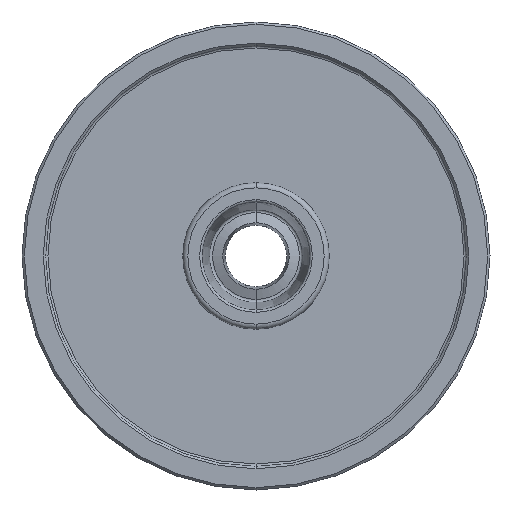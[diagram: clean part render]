
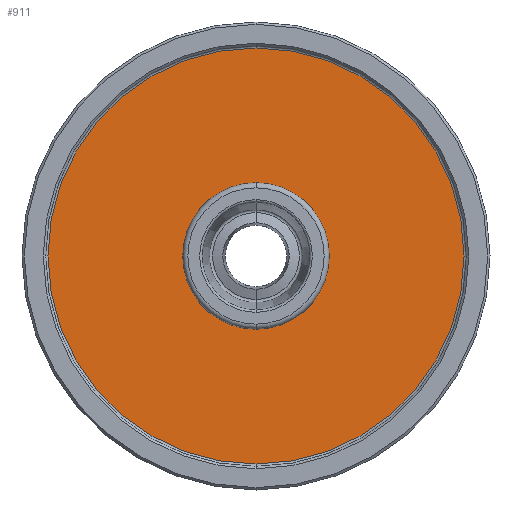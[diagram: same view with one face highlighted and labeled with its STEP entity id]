
A CAD part, front view. The second image highlights one B-rep face of the part: STEP entity #911.
In plain terms, the highlighted planar face has unit normal (0, -1, 0).
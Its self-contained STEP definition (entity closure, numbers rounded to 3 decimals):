
#27 = EDGE_CURVE ( 'NONE', #711, #898, #847, .T. ) ;
#51 = FACE_OUTER_BOUND ( 'NONE', #271, .T. ) ;
#79 = AXIS2_PLACEMENT_3D ( 'NONE', #308, #317, #320 ) ;
#88 = ORIENTED_EDGE ( 'NONE', *, *, #114, .T. ) ;
#99 = VERTEX_POINT ( 'NONE', #699 ) ;
#113 = ORIENTED_EDGE ( 'NONE', *, *, #27, .T. ) ;
#114 = EDGE_CURVE ( 'NONE', #99, #687, #949, .T. ) ;
#153 = CARTESIAN_POINT ( 'NONE',  ( 49.5, 5., 15.5 ) ) ;
#159 = CARTESIAN_POINT ( 'NONE',  ( 49.5, 5., 44. ) ) ;
#162 = ORIENTED_EDGE ( 'NONE', *, *, #490, .T. ) ;
#212 = DIRECTION ( 'NONE',  ( 0., 0., -1. ) ) ;
#213 = DIRECTION ( 'NONE',  ( 0., 1., 0. ) ) ;
#214 = CARTESIAN_POINT ( 'NONE',  ( 49.5, 5., 0. ) ) ;
#220 = DIRECTION ( 'NONE',  ( 0., 0., -1. ) ) ;
#221 = DIRECTION ( 'NONE',  ( 0., -1., 0. ) ) ;
#227 = CARTESIAN_POINT ( 'NONE',  ( 49.5, 5., 0. ) ) ;
#228 = ORIENTED_EDGE ( 'NONE', *, *, #481, .T. ) ;
#266 = CIRCLE ( 'NONE', #383, 15.5 ) ;
#271 = EDGE_LOOP ( 'NONE', ( #228, #113 ) ) ;
#308 = CARTESIAN_POINT ( 'NONE',  ( 5., 5., 0. ) ) ;
#310 = CARTESIAN_POINT ( 'NONE',  ( 49.5, 5., -44. ) ) ;
#312 = PLANE ( 'NONE',  #79 ) ;
#317 = DIRECTION ( 'NONE',  ( 0., -1., 0. ) ) ;
#320 = DIRECTION ( 'NONE',  ( 0., 0., -1. ) ) ;
#383 = AXIS2_PLACEMENT_3D ( 'NONE', #214, #213, #212 ) ;
#401 = AXIS2_PLACEMENT_3D ( 'NONE', #227, #221, #220 ) ;
#475 = DIRECTION ( 'NONE',  ( 0., 1., 0. ) ) ;
#478 = DIRECTION ( 'NONE',  ( 0., 0., -1. ) ) ;
#481 = EDGE_CURVE ( 'NONE', #898, #711, #491, .T. ) ;
#490 = EDGE_CURVE ( 'NONE', #687, #99, #266, .T. ) ;
#491 = CIRCLE ( 'NONE', #401, 44. ) ;
#498 = CARTESIAN_POINT ( 'NONE',  ( 49.5, 5., 0. ) ) ;
#672 = AXIS2_PLACEMENT_3D ( 'NONE', #498, #475, #478 ) ;
#687 = VERTEX_POINT ( 'NONE', #153 ) ;
#699 = CARTESIAN_POINT ( 'NONE',  ( 49.5, 5., -15.5 ) ) ;
#711 = VERTEX_POINT ( 'NONE', #159 ) ;
#744 = FACE_BOUND ( 'NONE', #914, .T. ) ;
#751 = DIRECTION ( 'NONE',  ( 0., 0., -1. ) ) ;
#761 = CARTESIAN_POINT ( 'NONE',  ( 49.5, 5., 0. ) ) ;
#768 = DIRECTION ( 'NONE',  ( 0., -1., 0. ) ) ;
#795 = AXIS2_PLACEMENT_3D ( 'NONE', #761, #768, #751 ) ;
#847 = CIRCLE ( 'NONE', #795, 44. ) ;
#898 = VERTEX_POINT ( 'NONE', #310 ) ;
#911 = ADVANCED_FACE ( 'NONE', ( #51, #744 ), #312, .T. ) ;
#914 = EDGE_LOOP ( 'NONE', ( #88, #162 ) ) ;
#949 = CIRCLE ( 'NONE', #672, 15.5 ) ;
